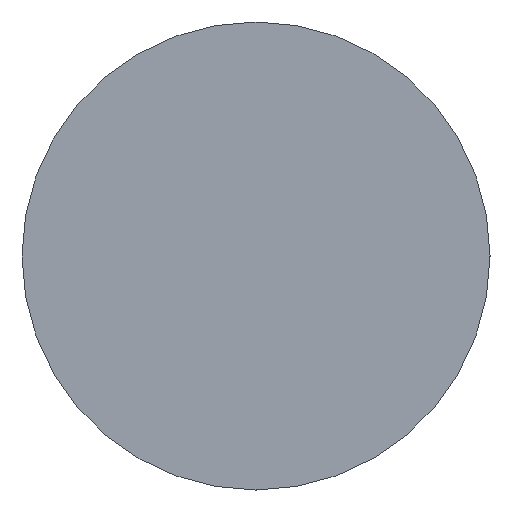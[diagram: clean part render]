
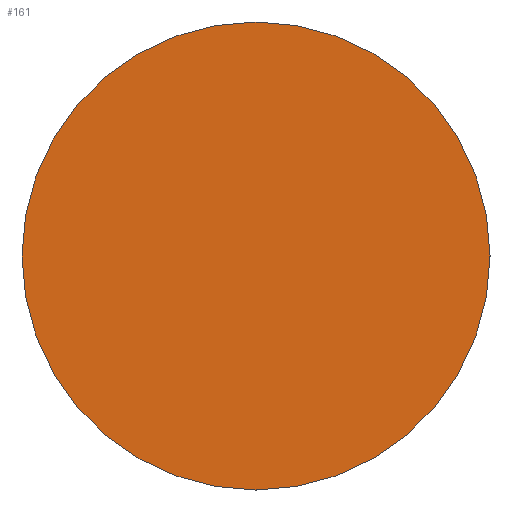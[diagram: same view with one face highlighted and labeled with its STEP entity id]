
A CAD part, front view. The second image highlights one B-rep face of the part: STEP entity #161.
In plain terms, the highlighted planar face has unit normal (0, -1, 0).
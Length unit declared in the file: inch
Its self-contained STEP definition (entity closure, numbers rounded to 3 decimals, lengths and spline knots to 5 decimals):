
#27 = DIRECTION ( 'NONE',  ( 0., -1., 0. ) ) ;
#45 = AXIS2_PLACEMENT_3D ( 'NONE', #217, #27, #239 ) ;
#48 = CARTESIAN_POINT ( 'NONE',  ( 0., -4.39445, 0. ) ) ;
#51 = VERTEX_POINT ( 'NONE', #113 ) ;
#56 = EDGE_LOOP ( 'NONE', ( #175 ) ) ;
#113 = CARTESIAN_POINT ( 'NONE',  ( 0., -4.39445, -0.23622 ) ) ;
#115 = CIRCLE ( 'NONE', #213, 0.23622 ) ;
#116 = EDGE_CURVE ( 'NONE', #51, #51, #115, .T. ) ;
#152 = FACE_OUTER_BOUND ( 'NONE', #56, .T. ) ;
#161 = ADVANCED_FACE ( 'NONE', ( #152 ), #234, .T. ) ;
#175 = ORIENTED_EDGE ( 'NONE', *, *, #116, .T. ) ;
#190 = DIRECTION ( 'NONE',  ( 0., 0., -1. ) ) ;
#213 = AXIS2_PLACEMENT_3D ( 'NONE', #48, #235, #190 ) ;
#217 = CARTESIAN_POINT ( 'NONE',  ( 0., -4.39445, 0. ) ) ;
#234 = PLANE ( 'NONE',  #45 ) ;
#235 = DIRECTION ( 'NONE',  ( 0., -1., 0. ) ) ;
#239 = DIRECTION ( 'NONE',  ( 0., 0., -1. ) ) ;
